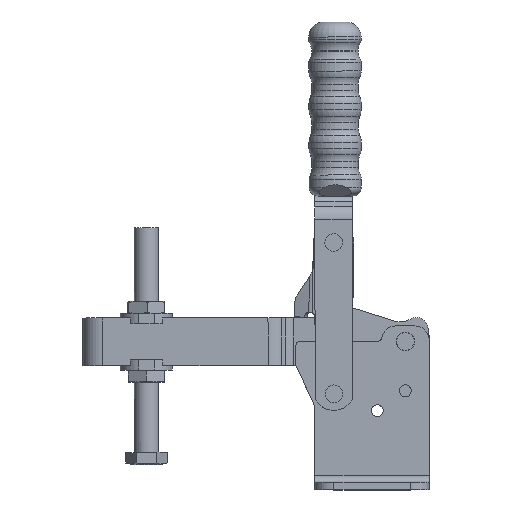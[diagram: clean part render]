
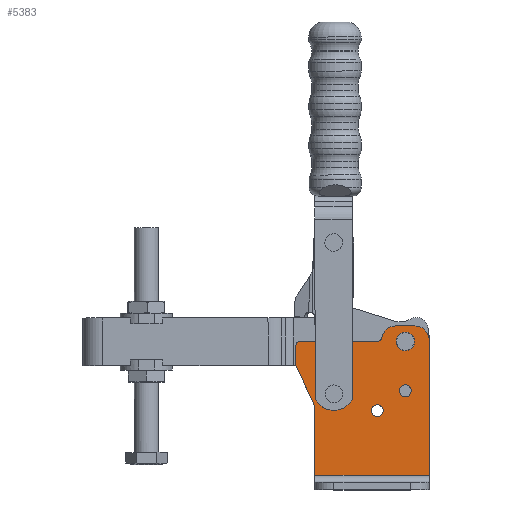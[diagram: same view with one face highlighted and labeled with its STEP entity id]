
A CAD part, top view. The second image highlights one B-rep face of the part: STEP entity #5383.
In plain terms, the highlighted planar face has unit normal (0, 0, 1).
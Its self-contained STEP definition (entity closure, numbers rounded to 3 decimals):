
#309=PLANE('',#5950);
#674=VECTOR('',#7234,1.);
#675=VECTOR('',#7235,1.);
#676=VECTOR('',#7238,1.);
#677=VECTOR('',#7243,1.);
#678=VECTOR('',#7246,1.);
#679=VECTOR('',#7247,1.);
#680=VECTOR('',#7248,1.);
#998=LINE('',#10117,#674);
#999=LINE('',#10120,#675);
#1000=LINE('',#10124,#676);
#1001=LINE('',#10130,#677);
#1002=LINE('',#10134,#678);
#1003=LINE('',#10136,#679);
#1004=LINE('',#10138,#680);
#1449=VERTEX_POINT('',#10110);
#1450=VERTEX_POINT('',#10112);
#1451=VERTEX_POINT('',#10114);
#1452=VERTEX_POINT('',#10116);
#1453=VERTEX_POINT('',#10118);
#1454=VERTEX_POINT('',#10119);
#1455=VERTEX_POINT('',#10121);
#1456=VERTEX_POINT('',#10123);
#1457=VERTEX_POINT('',#10125);
#1458=VERTEX_POINT('',#10127);
#1459=VERTEX_POINT('',#10129);
#1460=VERTEX_POINT('',#10131);
#1461=VERTEX_POINT('',#10133);
#1462=VERTEX_POINT('',#10135);
#1463=VERTEX_POINT('',#10137);
#1790=CIRCLE('',#5951,6.15);
#1791=CIRCLE('',#5952,3.973);
#1792=CIRCLE('',#5953,3.973);
#1793=CIRCLE('',#5954,7.145);
#1794=CIRCLE('',#5955,9.5);
#1795=CIRCLE('',#5956,9.5);
#1796=CIRCLE('',#5957,3.);
#1797=CIRCLE('',#5958,3.);
#2466=EDGE_CURVE('',#1449,#1449,#1790,.F.);
#2467=EDGE_CURVE('',#1450,#1450,#1791,.F.);
#2468=EDGE_CURVE('',#1451,#1451,#1792,.F.);
#2469=EDGE_CURVE('',#1452,#1452,#1793,.F.);
#2470=EDGE_CURVE('',#1453,#1454,#998,.F.);
#2471=EDGE_CURVE('',#1455,#1454,#999,.T.);
#2472=EDGE_CURVE('',#1456,#1455,#1794,.F.);
#2473=EDGE_CURVE('',#1457,#1456,#1000,.T.);
#2474=EDGE_CURVE('',#1458,#1457,#1795,.F.);
#2475=EDGE_CURVE('',#1459,#1458,#1796,.T.);
#2476=EDGE_CURVE('',#1460,#1459,#1001,.T.);
#2477=EDGE_CURVE('',#1461,#1460,#1797,.F.);
#2478=EDGE_CURVE('',#1462,#1461,#1002,.T.);
#2479=EDGE_CURVE('',#1463,#1462,#1003,.T.);
#2480=EDGE_CURVE('',#1453,#1463,#1004,.T.);
#3787=ORIENTED_EDGE('',*,*,#2466,.T.);
#3788=ORIENTED_EDGE('',*,*,#2467,.T.);
#3789=ORIENTED_EDGE('',*,*,#2468,.T.);
#3790=ORIENTED_EDGE('',*,*,#2469,.T.);
#3791=ORIENTED_EDGE('',*,*,#2470,.T.);
#3792=ORIENTED_EDGE('',*,*,#2471,.F.);
#3793=ORIENTED_EDGE('',*,*,#2472,.F.);
#3794=ORIENTED_EDGE('',*,*,#2473,.F.);
#3795=ORIENTED_EDGE('',*,*,#2474,.F.);
#3796=ORIENTED_EDGE('',*,*,#2475,.F.);
#3797=ORIENTED_EDGE('',*,*,#2476,.F.);
#3798=ORIENTED_EDGE('',*,*,#2477,.F.);
#3799=ORIENTED_EDGE('',*,*,#2478,.F.);
#3800=ORIENTED_EDGE('',*,*,#2479,.F.);
#3801=ORIENTED_EDGE('',*,*,#2480,.F.);
#4444=EDGE_LOOP('',(#3787));
#4445=EDGE_LOOP('',(#3788));
#4446=EDGE_LOOP('',(#3789));
#4447=EDGE_LOOP('',(#3790));
#4448=EDGE_LOOP('',(#3791,#3792,#3793,#3794,#3795,#3796,#3797,#3798,#3799,
#3800,#3801));
#4968=FACE_BOUND('',#4444,.T.);
#4969=FACE_BOUND('',#4445,.T.);
#4970=FACE_BOUND('',#4446,.T.);
#4971=FACE_BOUND('',#4447,.T.);
#4972=FACE_BOUND('',#4448,.T.);
#5383=ADVANCED_FACE('',(#4968,#4969,#4970,#4971,#4972),#309,.T.);
#5950=AXIS2_PLACEMENT_3D('',#10108,#7225,$);
#5951=AXIS2_PLACEMENT_3D('',#10109,#7226,#7227);
#5952=AXIS2_PLACEMENT_3D('',#10111,#7228,#7229);
#5953=AXIS2_PLACEMENT_3D('',#10113,#7230,#7231);
#5954=AXIS2_PLACEMENT_3D('',#10115,#7232,#7233);
#5955=AXIS2_PLACEMENT_3D('',#10122,#7236,#7237);
#5956=AXIS2_PLACEMENT_3D('',#10126,#7239,#7240);
#5957=AXIS2_PLACEMENT_3D('',#10128,#7241,#7242);
#5958=AXIS2_PLACEMENT_3D('',#10132,#7244,#7245);
#7225=DIRECTION('',(0.,0.,1.));
#7226=DIRECTION('',(0.,0.,1.));
#7227=DIRECTION('',(6.15,0.,0.));
#7228=DIRECTION('',(0.,0.,1.));
#7229=DIRECTION('',(3.973,0.,0.));
#7230=DIRECTION('',(0.,0.,1.));
#7231=DIRECTION('',(3.973,0.,0.));
#7232=DIRECTION('',(0.,0.,1.));
#7233=DIRECTION('',(7.145,0.,0.));
#7234=DIRECTION('',(-1.,0.,0.));
#7235=DIRECTION('',(0.,-1.,0.));
#7236=DIRECTION('',(0.,0.,1.));
#7237=DIRECTION('',(6.718,6.718,0.));
#7238=DIRECTION('',(1.,0.,0.));
#7239=DIRECTION('',(0.,0.,1.));
#7240=DIRECTION('',(-6.718,6.718,0.));
#7241=DIRECTION('',(0.,0.,1.));
#7242=DIRECTION('',(0.,3.,0.));
#7243=DIRECTION('',(1.,0.,0.));
#7244=DIRECTION('',(0.,0.,1.));
#7245=DIRECTION('',(-2.121,2.121,0.));
#7246=DIRECTION('',(0.,1.,0.));
#7247=DIRECTION('',(-0.423,0.906,0.));
#7248=DIRECTION('',(0.,1.,0.));
#10108=CARTESIAN_POINT('',(512.999,20.109,36.351));
#10109=CARTESIAN_POINT('',(556.868,118.892,36.351));
#10110=CARTESIAN_POINT('',(563.018,118.892,36.351));
#10111=CARTESIAN_POINT('',(556.868,85.892,36.351));
#10112=CARTESIAN_POINT('',(560.84,85.892,36.351));
#10113=CARTESIAN_POINT('',(538.068,72.692,36.351));
#10114=CARTESIAN_POINT('',(542.04,72.692,36.351));
#10115=CARTESIAN_POINT('',(509.238,83.957,36.351));
#10116=CARTESIAN_POINT('',(516.383,83.957,36.351));
#10117=CARTESIAN_POINT('',(505.89,29.576,36.351));
#10118=CARTESIAN_POINT('',(496.568,29.576,36.351));
#10119=CARTESIAN_POINT('',(572.768,29.576,36.351));
#10120=CARTESIAN_POINT('',(572.768,74.65,36.351));
#10121=CARTESIAN_POINT('',(572.768,119.692,36.351));
#10122=CARTESIAN_POINT('',(563.268,119.692,36.351));
#10123=CARTESIAN_POINT('',(563.268,129.192,36.351));
#10124=CARTESIAN_POINT('',(526.983,129.192,36.351));
#10125=CARTESIAN_POINT('',(550.468,129.192,36.351));
#10126=CARTESIAN_POINT('',(550.468,119.692,36.351));
#10127=CARTESIAN_POINT('',(541.116,121.364,36.351));
#10128=CARTESIAN_POINT('',(538.163,121.892,36.351));
#10129=CARTESIAN_POINT('',(538.163,118.892,36.351));
#10130=CARTESIAN_POINT('',(498.433,118.892,36.351));
#10131=CARTESIAN_POINT('',(486.868,118.892,36.351));
#10132=CARTESIAN_POINT('',(486.868,115.892,36.351));
#10133=CARTESIAN_POINT('',(483.868,115.892,36.351));
#10134=CARTESIAN_POINT('',(483.868,61.45,36.351));
#10135=CARTESIAN_POINT('',(483.868,102.792,36.351));
#10136=CARTESIAN_POINT('',(508.654,49.638,36.351));
#10137=CARTESIAN_POINT('',(496.568,75.557,36.351));
#10138=CARTESIAN_POINT('',(496.568,4.65,36.351));
